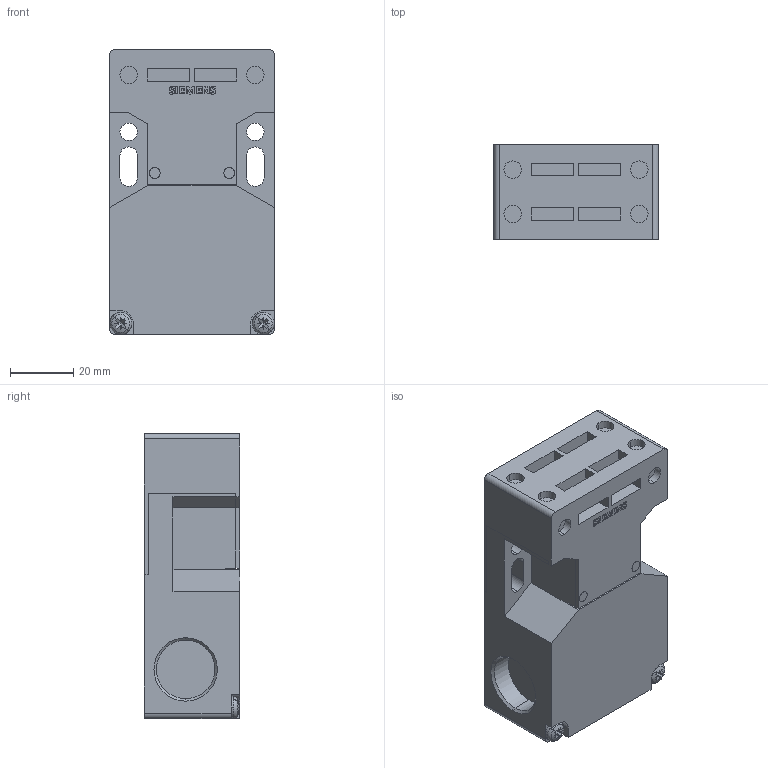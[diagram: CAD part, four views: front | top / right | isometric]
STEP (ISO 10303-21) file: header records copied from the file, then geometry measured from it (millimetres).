
FILE_DESCRIPTION(('HOOPS Exchange Step'),'2;1');
FILE_NAME('export-008CFAFA-F2DC-44C3-9878-7A2FBEDD9596.stp','2023-03-09T14:42:18+01:00',('Engineering'),('Alibre'),'HOOPS Exchange 2021.0','Alibre','Unknown authorisation');
FILE_SCHEMA( ('AP242_MANAGED_MODEL_BASED_3D_ENGINEERING_MIM_LF {1 0 10303 442 1 1 4 }') );
Length unit declared in the file: millimetre
Products named in the file (1): 3598 Door Interlock Switch Siemens 3SE22430XX40
Bounding box: 52 x 30 x 90 mm (x, y, z)
Volume: 114489 mm3; surface area: 23016.7 mm2
Topology: 1 solids, 1 shells, 355 faces, 933 edges, 604 vertices
Faces by surface type: plane 237, cylinder 48, bspline 44, cone 26
Entity records: 12320 total; most frequent: CARTESIAN_POINT 3686, ORIENTED_EDGE 1866, DIRECTION 1545, EDGE_CURVE 933, VECTOR 651, LINE 651, VERTEX_POINT 604, AXIS2_PLACEMENT_3D 447
